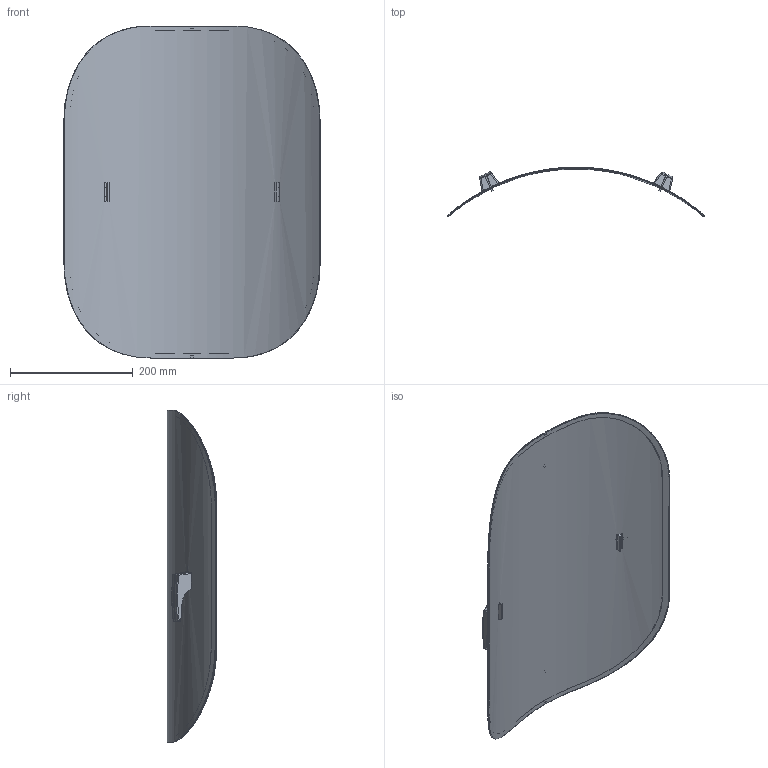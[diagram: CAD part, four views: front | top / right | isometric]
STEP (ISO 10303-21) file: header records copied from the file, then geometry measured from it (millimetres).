
FILE_DESCRIPTION((''),'2;1');
FILE_NAME('HRUK-630.stp','2014-04-03T08:02:24',(''),(''),'Autodesk Inventor 2013','Autodesk Inventor 2013','');
FILE_SCHEMA(('AUTOMOTIVE_DESIGN { 1 2 10303 214 0 1 1 1 }'));
Length unit declared in the file: millimetre
Products named in the file (6): HRUK-630; HRUKInreLockämne-630; HRUK-Packning-11; HRUKYttreLockämne-630; FästeHRUK; HandtagHRUK
Assembly tree (7 placements, depth 2):
  HRUK-630
    HRUKInreLockämne-630
    HRUK-Packning-11
    HRUKYttreLockämne-630
    FästeHRUK  x2
    HandtagHRUK  x2
Bounding box: 416.66 x 80.22 x 540 mm (x, y, z)
Volume: 357052.1 mm3; surface area: 955736 mm2
Topology: 7 solids, 7 shells, 182 faces, 480 edges, 312 vertices
Faces by surface type: plane 112, cylinder 54, bspline 8, sphere 8
Full cylindrical faces by diameter (mm): 6 x2
Entity records: 7705 total; most frequent: CARTESIAN_POINT 4177, ORIENTED_EDGE 698, DIRECTION 695, EDGE_CURVE 349, AXIS2_PLACEMENT_3D 244, VERTEX_POINT 230, VECTOR 207, LINE 207
